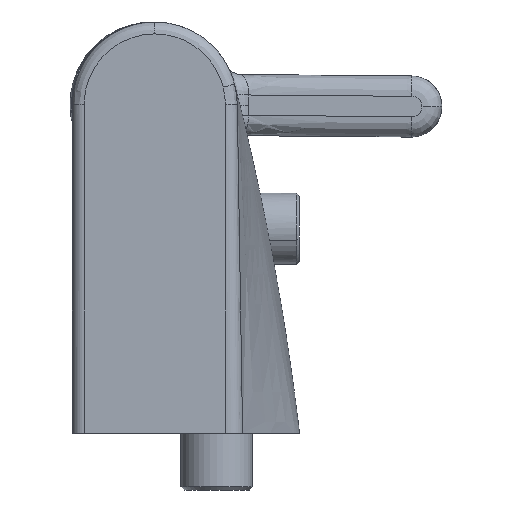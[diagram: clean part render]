
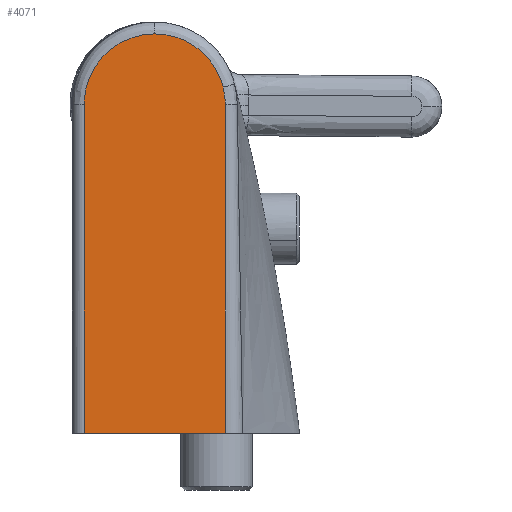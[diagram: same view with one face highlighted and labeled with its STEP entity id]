
A CAD part, left-side view. The second image highlights one B-rep face of the part: STEP entity #4071.
In plain terms, the highlighted planar face has unit normal (-1, 0, 0).
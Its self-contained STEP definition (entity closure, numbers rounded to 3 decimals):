
#174 = VERTEX_POINT ( 'NONE', #5121 ) ;
#181 = DIRECTION ( 'NONE',  ( 0., 1., 0. ) ) ;
#243 = CIRCLE ( 'NONE', #7864, 20.751 ) ;
#360 = CARTESIAN_POINT ( 'NONE',  ( -127., 20.749, 1.464 ) ) ;
#368 = CARTESIAN_POINT ( 'NONE',  ( -127., 0., 20.751 ) ) ;
#656 = B_SPLINE_CURVE_WITH_KNOTS ( 'NONE', 3,
 ( #368, #6073, #4236, #4854, #1042, #5482, #1703, #6102, #2367, #6724 ),
 .UNSPECIFIED., .F., .F.,
 ( 4, 2, 2, 2, 4 ),
 ( 0., 0.25, 0.5, 0.75, 1. ),
 .UNSPECIFIED. ) ;
#999 = CARTESIAN_POINT ( 'NONE',  ( -127., 20.75, -96.828 ) ) ;
#1042 = CARTESIAN_POINT ( 'NONE',  ( -127., -10.929, 17.787 ) ) ;
#1225 = LINE ( 'NONE', #5119, #7908 ) ;
#1269 = EDGE_CURVE ( 'NONE', #5863, #2982, #656, .T. ) ;
#1335 = DIRECTION ( 'NONE',  ( 1., 0., 0. ) ) ;
#1387 = CARTESIAN_POINT ( 'NONE',  ( -127., 0., 20.751 ) ) ;
#1641 = VECTOR ( 'NONE', #6280, 1000. ) ;
#1659 = CARTESIAN_POINT ( 'NONE',  ( -127., 0., 20.751 ) ) ;
#1703 = CARTESIAN_POINT ( 'NONE',  ( -127., -16.108, 13.28 ) ) ;
#1881 = CARTESIAN_POINT ( 'NONE',  ( -127., 24.796, -96.828 ) ) ;
#2258 = LINE ( 'NONE', #1881, #1641 ) ;
#2367 = CARTESIAN_POINT ( 'NONE',  ( -127., -19.544, 7.337 ) ) ;
#2682 = VERTEX_POINT ( 'NONE', #999 ) ;
#2966 = CARTESIAN_POINT ( 'NONE',  ( -127., 13.178, 16.412 ) ) ;
#2982 = VERTEX_POINT ( 'NONE', #6191 ) ;
#3046 = EDGE_CURVE ( 'NONE', #174, #2682, #2258, .T. ) ;
#3187 = CARTESIAN_POINT ( 'NONE',  ( -127., -20.75, 0. ) ) ;
#3270 = ORIENTED_EDGE ( 'NONE', *, *, #8102, .T. ) ;
#3390 = VERTEX_POINT ( 'NONE', #5132 ) ;
#3428 = DIRECTION ( 'NONE',  ( 0., 0., -1. ) ) ;
#3433 = PLANE ( 'NONE',  #7766 ) ;
#3468 = EDGE_LOOP ( 'NONE', ( #3634, #4049, #6834, #7951, #3270, #5675 ) ) ;
#3597 = CARTESIAN_POINT ( 'NONE',  ( -127., 18.897, 8.897 ) ) ;
#3634 = ORIENTED_EDGE ( 'NONE', *, *, #3046, .F. ) ;
#3742 = LINE ( 'NONE', #6515, #7184 ) ;
#3988 = DIRECTION ( 'NONE',  ( 0., 0., -1. ) ) ;
#4049 = ORIENTED_EDGE ( 'NONE', *, *, #4215, .F. ) ;
#4064 = DIRECTION ( 'NONE',  ( -1., 0., 0. ) ) ;
#4071 = ADVANCED_FACE ( 'NONE', ( #7528 ), #3433, .T. ) ;
#4215 = EDGE_CURVE ( 'NONE', #7595, #174, #1225, .T. ) ;
#4224 = CARTESIAN_POINT ( 'NONE',  ( -127., 20.594, 2.928 ) ) ;
#4236 = CARTESIAN_POINT ( 'NONE',  ( -127., -4.569, 20.371 ) ) ;
#4845 = CARTESIAN_POINT ( 'NONE',  ( -127., 20.75, 0. ) ) ;
#4854 = CARTESIAN_POINT ( 'NONE',  ( -127., -8.892, 18.888 ) ) ;
#5119 = CARTESIAN_POINT ( 'NONE',  ( -127., -20.75, -50.525 ) ) ;
#5121 = CARTESIAN_POINT ( 'NONE',  ( -127., -20.75, -96.828 ) ) ;
#5132 = CARTESIAN_POINT ( 'NONE',  ( -127., 20.75, 0. ) ) ;
#5133 = CARTESIAN_POINT ( 'NONE',  ( -127., 0.001, 0. ) ) ;
#5276 = CARTESIAN_POINT ( 'NONE',  ( -127., 24.736, -98.969 ) ) ;
#5482 = CARTESIAN_POINT ( 'NONE',  ( -127., -14.538, 14.983 ) ) ;
#5675 = ORIENTED_EDGE ( 'NONE', *, *, #7108, .T. ) ;
#5750 = DIRECTION ( 'NONE',  ( 0., -0.969, 0.247 ) ) ;
#5863 = VERTEX_POINT ( 'NONE', #1387 ) ;
#5902 = B_SPLINE_CURVE_WITH_KNOTS ( 'NONE', 3,
 ( #1659, #6060, #6683, #2966, #7306, #3597, #7935, #4224, #360, #4845 ),
 .UNSPECIFIED., .F., .F.,
 ( 4, 2, 2, 2, 4 ),
 ( 0., 0.324, 0.648, 0.865, 1. ),
 .UNSPECIFIED. ) ;
#6060 = CARTESIAN_POINT ( 'NONE',  ( -127., 3.518, 20.751 ) ) ;
#6073 = CARTESIAN_POINT ( 'NONE',  ( -127., -2.285, 20.752 ) ) ;
#6102 = CARTESIAN_POINT ( 'NONE',  ( -127., -18.611, 9.457 ) ) ;
#6191 = CARTESIAN_POINT ( 'NONE',  ( -127., -20.108, 5.123 ) ) ;
#6280 = DIRECTION ( 'NONE',  ( 0., 1., 0. ) ) ;
#6515 = CARTESIAN_POINT ( 'NONE',  ( -127., 20.75, -50.525 ) ) ;
#6683 = CARTESIAN_POINT ( 'NONE',  ( -127., 7.036, 19.838 ) ) ;
#6724 = CARTESIAN_POINT ( 'NONE',  ( -127., -20.108, 5.123 ) ) ;
#6834 = ORIENTED_EDGE ( 'NONE', *, *, #7682, .F. ) ;
#7108 = EDGE_CURVE ( 'NONE', #3390, #2682, #3742, .T. ) ;
#7184 = VECTOR ( 'NONE', #3428, 1000. ) ;
#7306 = CARTESIAN_POINT ( 'NONE',  ( -127., 15.803, 13.9 ) ) ;
#7528 = FACE_OUTER_BOUND ( 'NONE', #3468, .T. ) ;
#7595 = VERTEX_POINT ( 'NONE', #3187 ) ;
#7682 = EDGE_CURVE ( 'NONE', #2982, #7595, #243, .T. ) ;
#7766 = AXIS2_PLACEMENT_3D ( 'NONE', #5276, #4064, #181 ) ;
#7864 = AXIS2_PLACEMENT_3D ( 'NONE', #5133, #1335, #5750 ) ;
#7908 = VECTOR ( 'NONE', #3988, 1000. ) ;
#7935 = CARTESIAN_POINT ( 'NONE',  ( -127., 19.791, 6.671 ) ) ;
#7951 = ORIENTED_EDGE ( 'NONE', *, *, #1269, .F. ) ;
#8102 = EDGE_CURVE ( 'NONE', #5863, #3390, #5902, .T. ) ;
